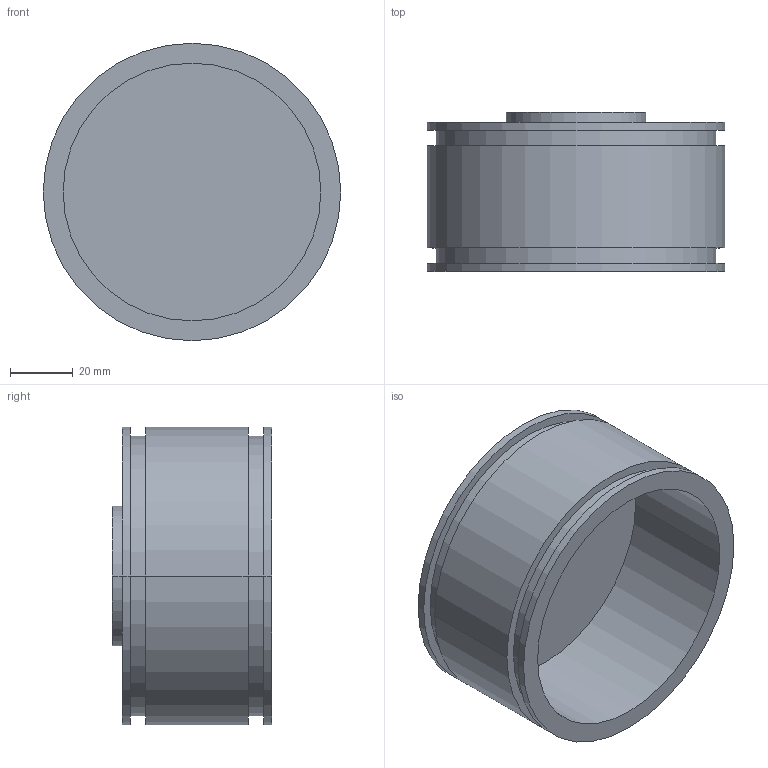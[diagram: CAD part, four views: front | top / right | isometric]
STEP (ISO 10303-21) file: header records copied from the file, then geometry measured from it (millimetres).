
FILE_DESCRIPTION (( 'STEP AP214' ), '1' );
FILE_NAME ('PSTN-2XO238-250T20 Propellant Piston, Mojave Sphinx.STEP', '2024-08-17T20:16:01', ( '' ), ( '' ), 'SwSTEP 2.0', 'SolidWorks 2022', '' );
FILE_SCHEMA (( 'AUTOMOTIVE_DESIGN' ));
Length unit declared in the file: inch
Products named in the file (1): PSTN-2XO238-250T20 Propellant Piston, Mojave Sphinx
Bounding box: 95 x 50.8 x 95 mm (x, y, z)
Volume: 131223.4 mm3; surface area: 42012.8 mm2
Topology: 1 solids, 1 shells, 26 faces, 52 edges, 33 vertices
Faces by surface type: cylinder 16, plane 8, cone 2
Entity records: 744 total; most frequent: DIRECTION 136, CARTESIAN_POINT 110, ORIENTED_EDGE 100, AXIS2_PLACEMENT_3D 59, EDGE_CURVE 50, EDGE_LOOP 33, VERTEX_POINT 33, CIRCLE 32
